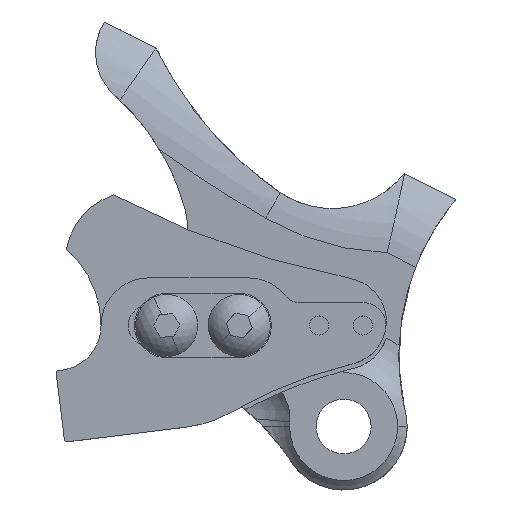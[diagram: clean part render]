
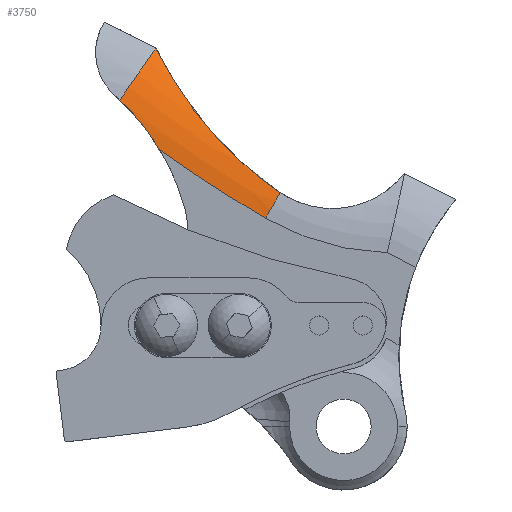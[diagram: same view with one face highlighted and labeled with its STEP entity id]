
A CAD part, top view. The second image highlights one B-rep face of the part: STEP entity #3750.
In plain terms, the highlighted toroidal (fillet/blend) face has major radius 285.75 mm and minor radius 25.4 mm.
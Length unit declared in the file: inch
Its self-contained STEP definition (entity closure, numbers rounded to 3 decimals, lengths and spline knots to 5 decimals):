
#23 = VERTEX_POINT ( 'NONE', #1005 ) ;
#149 = CARTESIAN_POINT ( 'NONE',  ( 4.94692, 11.55314, -0.726 ) ) ;
#150 = CARTESIAN_POINT ( 'NONE',  ( -1.29105, 2.73687, 0.16705 ) ) ;
#174 = CARTESIAN_POINT ( 'NONE',  ( -1.22538, 2.65382, 0.1817 ) ) ;
#271 = EDGE_CURVE ( 'NONE', #23, #2807, #4565, .T. ) ;
#278 = CARTESIAN_POINT ( 'NONE',  ( -1.84495, 2.98104, 0.22399 ) ) ;
#303 = CIRCLE ( 'NONE', #3377, 1. ) ;
#357 = VERTEX_POINT ( 'NONE', #2017 ) ;
#472 = EDGE_CURVE ( 'NONE', #2807, #2912, #621, .T. ) ;
#556 = CARTESIAN_POINT ( 'NONE',  ( -1.5952, 2.40091, 0.274 ) ) ;
#621 = B_SPLINE_CURVE_WITH_KNOTS ( 'NONE', 3,
 ( #556, #3563, #2035, #1321, #1697, #2058 ),
 .UNSPECIFIED., .F., .F.,
 ( 4, 2, 4 ),
 ( 0.01398, 0.02109, 0.0282 ),
 .UNSPECIFIED. ) ;
#670 = CARTESIAN_POINT ( 'NONE',  ( -1.67634, 3.22543, 0.06838 ) ) ;
#745 = ORIENTED_EDGE ( 'NONE', *, *, #271, .F. ) ;
#806 = DIRECTION ( 'NONE',  ( -1., 0., 0. ) ) ;
#928 = CARTESIAN_POINT ( 'NONE',  ( -1.46942, 2.99412, 0.10755 ) ) ;
#1005 = CARTESIAN_POINT ( 'NONE',  ( -0.67808, 1.81035, 0.274 ) ) ;
#1064 = EDGE_CURVE ( 'NONE', #4359, #2912, #4040, .T. ) ;
#1069 = CARTESIAN_POINT ( 'NONE',  ( -1.5952, 2.40091, 0.274 ) ) ;
#1261 = CARTESIAN_POINT ( 'NONE',  ( -0.78219, 2.20408, 0.23255 ) ) ;
#1296 = CARTESIAN_POINT ( 'NONE',  ( -0.67808, 1.81035, -0.726 ) ) ;
#1321 = CARTESIAN_POINT ( 'NONE',  ( -1.81327, 2.70325, 0.26776 ) ) ;
#1374 = CARTESIAN_POINT ( 'NONE',  ( -1.63185, 3.28984, 0. ) ) ;
#1489 = EDGE_CURVE ( 'NONE', #2475, #357, #1517, .T. ) ;
#1515 = DIRECTION ( 'NONE',  ( 0., 0., -1. ) ) ;
#1517 = B_SPLINE_CURVE_WITH_KNOTS ( 'NONE', 3,
 ( #3043, #3836, #1624, #3467 ),
 .UNSPECIFIED., .F., .F.,
 ( 4, 4 ),
 ( 0., 0.00013 ),
 .UNSPECIFIED. ) ;
#1566 = CARTESIAN_POINT ( 'NONE',  ( -0.55421, 2.0355, 0.24043 ) ) ;
#1585 = DIRECTION ( 'NONE',  ( -1., 0., 0. ) ) ;
#1624 = CARTESIAN_POINT ( 'NONE',  ( -0.55129, 2.03349, 0.24051 ) ) ;
#1645 = DIRECTION ( 'NONE',  ( 0.866, -0.5, 0. ) ) ;
#1646 = EDGE_CURVE ( 'NONE', #357, #23, #303, .T. ) ;
#1697 = CARTESIAN_POINT ( 'NONE',  ( -1.87646, 2.77181, 0.26559 ) ) ;
#1743 = CARTESIAN_POINT ( 'NONE',  ( -1.78994, 3.06081, 0.18644 ) ) ;
#1838 = CARTESIAN_POINT ( 'NONE',  ( -1.7246, 3.15551, 0.12676 ) ) ;
#2017 = CARTESIAN_POINT ( 'NONE',  ( -0.54982, 2.0325, 0.24054 ) ) ;
#2035 = CARTESIAN_POINT ( 'NONE',  ( -1.69676, 2.55815, 0.27196 ) ) ;
#2058 = CARTESIAN_POINT ( 'NONE',  ( -1.94474, 2.83627, 0.26445 ) ) ;
#2129 = CARTESIAN_POINT ( 'NONE',  ( -1.91559, 2.87857, 0.25731 ) ) ;
#2243 = ORIENTED_EDGE ( 'NONE', *, *, #4074, .F. ) ;
#2297 = ORIENTED_EDGE ( 'NONE', *, *, #1646, .F. ) ;
#2341 = ORIENTED_EDGE ( 'NONE', *, *, #1489, .F. ) ;
#2475 = VERTEX_POINT ( 'NONE', #3224 ) ;
#2550 = CARTESIAN_POINT ( 'NONE',  ( -1.50495, 3.05266, 0.09036 ) ) ;
#2578 = CARTESIAN_POINT ( 'NONE',  ( -1.8036, 3.04101, 0.19685 ) ) ;
#2714 = DIRECTION ( 'NONE',  ( 0., 0., -1. ) ) ;
#2719 = CARTESIAN_POINT ( 'NONE',  ( -1.26942, 2.7089, 0.17221 ) ) ;
#2739 = CARTESIAN_POINT ( 'NONE',  ( -1.08872, 2.49296, 0.20612 ) ) ;
#2807 = VERTEX_POINT ( 'NONE', #1069 ) ;
#2833 = CARTESIAN_POINT ( 'NONE',  ( -1.94474, 2.83627, 0.26445 ) ) ;
#2912 = VERTEX_POINT ( 'NONE', #2833 ) ;
#2934 = CARTESIAN_POINT ( 'NONE',  ( -1.65345, 3.25858, 0.03591 ) ) ;
#3043 = CARTESIAN_POINT ( 'NONE',  ( -0.55421, 2.0355, 0.24043 ) ) ;
#3123 = CARTESIAN_POINT ( 'NONE',  ( -0.6715, 2.1164, 0.23742 ) ) ;
#3206 = CARTESIAN_POINT ( 'NONE',  ( -1.88701, 2.92005, 0.24628 ) ) ;
#3220 = CARTESIAN_POINT ( 'NONE',  ( -1.57166, 3.17069, 0.05012 ) ) ;
#3224 = CARTESIAN_POINT ( 'NONE',  ( -0.55421, 2.0355, 0.24043 ) ) ;
#3340 = ORIENTED_EDGE ( 'NONE', *, *, #1064, .T. ) ;
#3377 = AXIS2_PLACEMENT_3D ( 'NONE', #1296, #1645, #3928 ) ;
#3467 = CARTESIAN_POINT ( 'NONE',  ( -0.54982, 2.0325, 0.24054 ) ) ;
#3563 = CARTESIAN_POINT ( 'NONE',  ( -1.64344, 2.4816, 0.274 ) ) ;
#3576 = AXIS2_PLACEMENT_3D ( 'NONE', #4533, #2714, #1585 ) ;
#3580 = CARTESIAN_POINT ( 'NONE',  ( -1.83107, 3.00117, 0.21559 ) ) ;
#3604 = CARTESIAN_POINT ( 'NONE',  ( -1.94474, 2.83627, 0.26445 ) ) ;
#3710 = EDGE_LOOP ( 'NONE', ( #2243, #3340, #4100, #745, #2297, #2341 ) ) ;
#3750 = ADVANCED_FACE ( 'NONE', ( #3815 ), #4146, .T. ) ;
#3793 = CARTESIAN_POINT ( 'NONE',  ( -1.39402, 2.87844, 0.13755 ) ) ;
#3807 = CARTESIAN_POINT ( 'NONE',  ( -1.63185, 3.28984, 0. ) ) ;
#3815 = FACE_OUTER_BOUND ( 'NONE', #3710, .T. ) ;
#3836 = CARTESIAN_POINT ( 'NONE',  ( -0.55275, 2.0345, 0.24047 ) ) ;
#3928 = DIRECTION ( 'NONE',  ( 0.5, 0.866, 0. ) ) ;
#3963 = CARTESIAN_POINT ( 'NONE',  ( -1.60285, 3.23019, 0.02709 ) ) ;
#3970 = CARTESIAN_POINT ( 'NONE',  ( -1.63185, 3.28984, 0. ) ) ;
#4040 = B_SPLINE_CURVE_WITH_KNOTS ( 'NONE', 3,
 ( #3970, #2934, #670, #1838, #4443, #1743, #2578, #3580, #278, #3206, #2129, #3604 ),
 .UNSPECIFIED., .F., .F.,
 ( 4, 2, 2, 2, 2, 4 ),
 ( 0., 0.00393, 0.00785, 0.00982, 0.01178, 0.01571 ),
 .UNSPECIFIED. ) ;
#4060 = B_SPLINE_CURVE_WITH_KNOTS ( 'NONE', 3,
 ( #1374, #3963, #3220, #2550, #928, #3793, #4217, #150, #2719, #174, #4168, #2739, #4195, #1261, #3123, #1566 ),
 .UNSPECIFIED., .F., .F.,
 ( 4, 2, 2, 2, 2, 2, 2, 4 ),
 ( 0., 0.00538, 0.01076, 0.01614, 0.01883, 0.02152, 0.03228, 0.04304 ),
 .UNSPECIFIED. ) ;
#4074 = EDGE_CURVE ( 'NONE', #4359, #2475, #4060, .T. ) ;
#4100 = ORIENTED_EDGE ( 'NONE', *, *, #472, .F. ) ;
#4146 = TOROIDAL_SURFACE ( 'NONE', #4619, 11.25, 1. ) ;
#4168 = CARTESIAN_POINT ( 'NONE',  ( -1.20294, 2.62668, 0.18605 ) ) ;
#4195 = CARTESIAN_POINT ( 'NONE',  ( -0.9908, 2.39236, 0.21688 ) ) ;
#4217 = CARTESIAN_POINT ( 'NONE',  ( -1.35415, 2.82129, 0.15036 ) ) ;
#4359 = VERTEX_POINT ( 'NONE', #3807 ) ;
#4443 = CARTESIAN_POINT ( 'NONE',  ( -1.74997, 3.11875, 0.15266 ) ) ;
#4533 = CARTESIAN_POINT ( 'NONE',  ( 4.94692, 11.55314, 0.274 ) ) ;
#4565 = CIRCLE ( 'NONE', #3576, 11.25 ) ;
#4619 = AXIS2_PLACEMENT_3D ( 'NONE', #149, #1515, #806 ) ;
